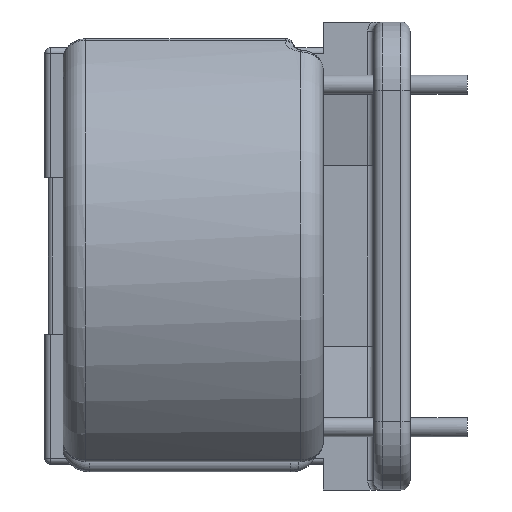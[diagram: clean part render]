
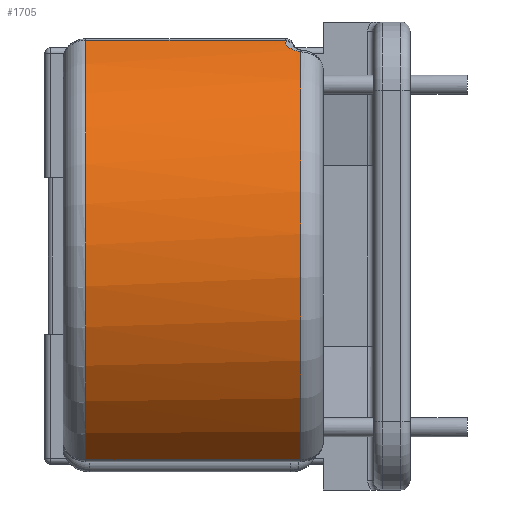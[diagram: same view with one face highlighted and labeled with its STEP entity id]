
A CAD part, left-side view. The second image highlights one B-rep face of the part: STEP entity #1705.
In plain terms, the highlighted cylindrical face has radius 22 mm (diameter 44 mm), a partial arc.
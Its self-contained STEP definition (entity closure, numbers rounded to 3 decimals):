
#301 = EDGE_CURVE ( 'NONE', #6517, #17155, #23263, .T. ) ;
#1176 = EDGE_CURVE ( 'NONE', #4110, #24885, #23639, .T. ) ;
#1530 = ORIENTED_EDGE ( 'NONE', *, *, #5695, .F. ) ;
#1533 = CARTESIAN_POINT ( 'NONE',  ( -11.357, -8.05, 18.842 ) ) ;
#1599 = EDGE_CURVE ( 'NONE', #11180, #6517, #17555, .T. ) ;
#1705 = ADVANCED_FACE ( 'NONE', ( #6899 ), #1796, .T. ) ;
#1796 = CYLINDRICAL_SURFACE ( 'NONE', #13003, 22. ) ;
#1912 = CIRCLE ( 'NONE', #2780, 22. ) ;
#2780 = AXIS2_PLACEMENT_3D ( 'NONE', #23340, #6024, #7949 ) ;
#2998 = EDGE_LOOP ( 'NONE', ( #17799, #18672, #19860, #16573, #23565, #1530 ) ) ;
#3136 = CARTESIAN_POINT ( 'NONE',  ( -11.223, 9.4, 18.922 ) ) ;
#3310 = CARTESIAN_POINT ( 'NONE',  ( -11.223, -8.05, 18.922 ) ) ;
#3476 = CARTESIAN_POINT ( 'NONE',  ( -11.357, -8.05, 18.842 ) ) ;
#4110 = VERTEX_POINT ( 'NONE', #3310 ) ;
#5422 = CARTESIAN_POINT ( 'NONE',  ( -11.528, -8.05, 18.739 ) ) ;
#5695 = EDGE_CURVE ( 'NONE', #24885, #11180, #24790, .T. ) ;
#5704 = VERTEX_POINT ( 'NONE', #3136 ) ;
#6024 = DIRECTION ( 'NONE',  ( 0., 1., 0. ) ) ;
#6308 = DIRECTION ( 'NONE',  ( 0., 0., -1. ) ) ;
#6517 = VERTEX_POINT ( 'NONE', #16192 ) ;
#6679 = CARTESIAN_POINT ( 'NONE',  ( 0., -8.05, 0. ) ) ;
#6753 = DIRECTION ( 'NONE',  ( 0., -1., 0. ) ) ;
#6899 = FACE_OUTER_BOUND ( 'NONE', #2998, .T. ) ;
#7181 = CARTESIAN_POINT ( 'NONE',  ( -12.421, -8.543, 18.159 ) ) ;
#7425 = CARTESIAN_POINT ( 'NONE',  ( -12.804, -9.4, 17.89 ) ) ;
#7949 = DIRECTION ( 'NONE',  ( 0., 0., 1. ) ) ;
#8532 = CARTESIAN_POINT ( 'NONE',  ( 0., -9.4, 0. ) ) ;
#9725 = AXIS2_PLACEMENT_3D ( 'NONE', #8532, #18107, #23313 ) ;
#10273 = EDGE_CURVE ( 'NONE', #5704, #4110, #17773, .T. ) ;
#10959 = VECTOR ( 'NONE', #14062, 1000. ) ;
#11180 = VERTEX_POINT ( 'NONE', #15995 ) ;
#11338 = CARTESIAN_POINT ( 'NONE',  ( -12.77, -9.205, 17.915 ) ) ;
#13003 = AXIS2_PLACEMENT_3D ( 'NONE', #19458, #15813, #6308 ) ;
#13013 = VECTOR ( 'NONE', #15840, 1000. ) ;
#13287 = CARTESIAN_POINT ( 'NONE',  ( -12.708, -9.024, 17.959 ) ) ;
#14062 = DIRECTION ( 'NONE',  ( 0., 1., 0. ) ) ;
#15017 = CARTESIAN_POINT ( 'NONE',  ( -11.693, -8.081, 18.636 ) ) ;
#15266 = CARTESIAN_POINT ( 'NONE',  ( -12.158, -8.3, 18.336 ) ) ;
#15813 = DIRECTION ( 'NONE',  ( 0., -1., 0. ) ) ;
#15840 = DIRECTION ( 'NONE',  ( 0., -1., 0. ) ) ;
#15995 = CARTESIAN_POINT ( 'NONE',  ( -12.804, -9.4, 17.89 ) ) ;
#16192 = CARTESIAN_POINT ( 'NONE',  ( -12.835, -9.4, -17.868 ) ) ;
#16573 = ORIENTED_EDGE ( 'NONE', *, *, #301, .F. ) ;
#17155 = VERTEX_POINT ( 'NONE', #19608 ) ;
#17555 = CIRCLE ( 'NONE', #9725, 22. ) ;
#17718 = CARTESIAN_POINT ( 'NONE',  ( -12.835, 11.4, -17.868 ) ) ;
#17773 = LINE ( 'NONE', #23682, #13013 ) ;
#17799 = ORIENTED_EDGE ( 'NONE', *, *, #1176, .F. ) ;
#18107 = DIRECTION ( 'NONE',  ( 0., -1., 0. ) ) ;
#18672 = ORIENTED_EDGE ( 'NONE', *, *, #10273, .F. ) ;
#18873 = CARTESIAN_POINT ( 'NONE',  ( -12.531, -8.688, 18.083 ) ) ;
#19458 = CARTESIAN_POINT ( 'NONE',  ( 0., 11.4, 0. ) ) ;
#19608 = CARTESIAN_POINT ( 'NONE',  ( -12.835, 9.4, -17.868 ) ) ;
#19860 = ORIENTED_EDGE ( 'NONE', *, *, #24479, .F. ) ;
#20168 = DIRECTION ( 'NONE',  ( 0., 0., -1. ) ) ;
#20975 = CARTESIAN_POINT ( 'NONE',  ( -12.012, -8.208, 18.432 ) ) ;
#23106 = AXIS2_PLACEMENT_3D ( 'NONE', #6679, #6753, #20168 ) ;
#23263 = LINE ( 'NONE', #17718, #10959 ) ;
#23313 = DIRECTION ( 'NONE',  ( 0., 0., 1. ) ) ;
#23340 = CARTESIAN_POINT ( 'NONE',  ( 0., 9.4, 0. ) ) ;
#23565 = ORIENTED_EDGE ( 'NONE', *, *, #1599, .F. ) ;
#23639 = CIRCLE ( 'NONE', #23106, 22. ) ;
#23682 = CARTESIAN_POINT ( 'NONE',  ( -11.223, 11.4, 18.922 ) ) ;
#24479 = EDGE_CURVE ( 'NONE', #17155, #5704, #1912, .T. ) ;
#24790 = B_SPLINE_CURVE_WITH_KNOTS ( 'NONE', 3,
 ( #1533, #5422, #15017, #20975, #15266, #7181, #18873, #13287, #11338, #7425 ),
 .UNSPECIFIED., .F., .F.,
 ( 4, 2, 2, 2, 4 ),
 ( 0., 0.001, 0.001, 0.002, 0.002 ),
 .UNSPECIFIED. ) ;
#24885 = VERTEX_POINT ( 'NONE', #3476 ) ;
